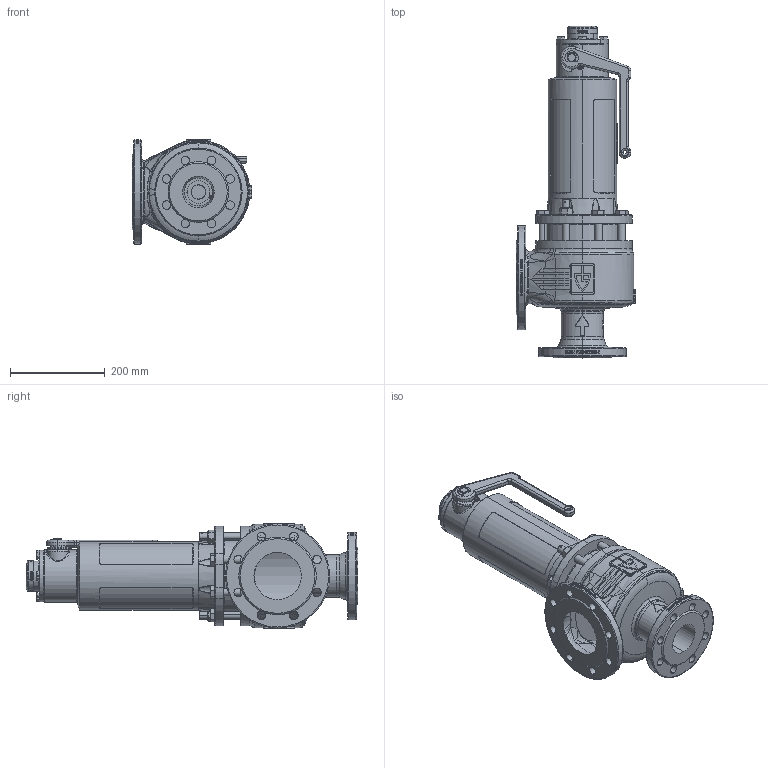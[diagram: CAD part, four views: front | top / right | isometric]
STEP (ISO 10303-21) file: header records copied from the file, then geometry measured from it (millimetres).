
FILE_DESCRIPTION (( 'STEP AP214' ), '1' );
FILE_NAME ('455TBGFL_65_FLFL_65100_MD.STEP', '2020-09-01T08:23:39', ( '' ), ( '' ), 'SwSTEP 2.0', 'SolidWorks 2020', '' );
FILE_SCHEMA (( 'AUTOMOTIVE_DESIGN' ));
Length unit declared in the file: millimetre
Products named in the file (1): 455TBGFL_65_FLFL_65100_MD
Bounding box: 253 x 701.85 x 221 mm (x, y, z)
Volume: 4596554.4 mm3; surface area: 1111530.1 mm2
Topology: 26 solids, 26 shells, 2272 faces, 6123 edges, 4046 vertices
Faces by surface type: bspline 648, cylinder 613, plane 567, cone 281, torus 144, sphere 19
Entity records: 178895 total; most frequent: CARTESIAN_POINT 101298, ORIENTED_EDGE 12094, DIRECTION 9242, EDGE_CURVE 6047, VERTEX_POINT 4046, AXIS2_PLACEMENT_3D 3773, EDGE_LOOP 2595, UNCERTAINTY_MEASURE_WITH_UNIT 2288
